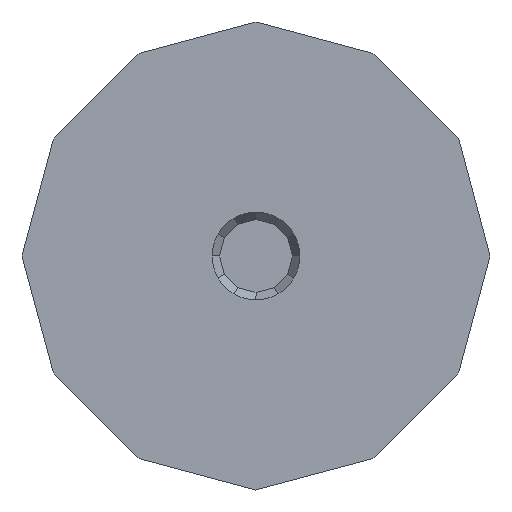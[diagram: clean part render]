
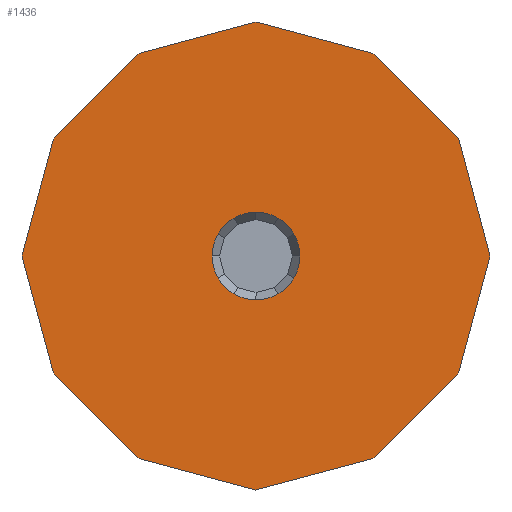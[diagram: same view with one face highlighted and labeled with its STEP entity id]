
A CAD part, front view. The second image highlights one B-rep face of the part: STEP entity #1436.
In plain terms, the highlighted planar face has unit normal (0, -1, 0).
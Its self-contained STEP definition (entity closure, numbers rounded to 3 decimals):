
#26 = DIRECTION ( 'NONE',  ( 0.966, 0., 0.259 ) ) ;
#45 = EDGE_CURVE ( 'NONE', #1784, #324, #729, .T. ) ;
#92 = CIRCLE ( 'NONE', #1388, 2.25 ) ;
#117 = VECTOR ( 'NONE', #26, 1000. ) ;
#149 = DIRECTION ( 'NONE',  ( 0.966, 0., -0.259 ) ) ;
#192 = CARTESIAN_POINT ( 'NONE',  ( 0., -3., -12. ) ) ;
#241 = CARTESIAN_POINT ( 'NONE',  ( 6., -3., 10.392 ) ) ;
#287 = CARTESIAN_POINT ( 'NONE',  ( 12., -3., 0. ) ) ;
#324 = VERTEX_POINT ( 'NONE', #287 ) ;
#335 = LINE ( 'NONE', #2581, #2014 ) ;
#338 = CARTESIAN_POINT ( 'NONE',  ( -10.392, -3., 6. ) ) ;
#348 = VECTOR ( 'NONE', #149, 1000. ) ;
#450 = DIRECTION ( 'NONE',  ( -0.966, 0., -0.259 ) ) ;
#517 = DIRECTION ( 'NONE',  ( 0., 0., -1. ) ) ;
#537 = CIRCLE ( 'NONE', #2051, 2.25 ) ;
#557 = ORIENTED_EDGE ( 'NONE', *, *, #743, .T. ) ;
#560 = LINE ( 'NONE', #957, #348 ) ;
#598 = VECTOR ( 'NONE', #1763, 1000. ) ;
#600 = ORIENTED_EDGE ( 'NONE', *, *, #2613, .T. ) ;
#607 = CARTESIAN_POINT ( 'NONE',  ( 6., -3., 10.392 ) ) ;
#677 = ORIENTED_EDGE ( 'NONE', *, *, #1152, .T. ) ;
#690 = LINE ( 'NONE', #1088, #1361 ) ;
#729 = LINE ( 'NONE', #2363, #1456 ) ;
#734 = CARTESIAN_POINT ( 'NONE',  ( 10.392, -3., -6. ) ) ;
#743 = EDGE_CURVE ( 'NONE', #2603, #1858, #335, .T. ) ;
#750 = FACE_OUTER_BOUND ( 'NONE', #921, .T. ) ;
#757 = ORIENTED_EDGE ( 'NONE', *, *, #925, .T. ) ;
#778 = CARTESIAN_POINT ( 'NONE',  ( 0., -3., 0. ) ) ;
#781 = DIRECTION ( 'NONE',  ( -0.966, 0., 0.259 ) ) ;
#866 = VERTEX_POINT ( 'NONE', #1716 ) ;
#873 = DIRECTION ( 'NONE',  ( 0.707, 0., 0.707 ) ) ;
#884 = LINE ( 'NONE', #2131, #1460 ) ;
#921 = EDGE_LOOP ( 'NONE', ( #757, #1495, #2072, #1331, #557, #600, #1346, #2241, #1606, #922, #2602, #677 ) ) ;
#922 = ORIENTED_EDGE ( 'NONE', *, *, #2479, .T. ) ;
#925 = EDGE_CURVE ( 'NONE', #1008, #1304, #884, .T. ) ;
#930 = DIRECTION ( 'NONE',  ( 0., -1., 0. ) ) ;
#931 = CARTESIAN_POINT ( 'NONE',  ( -12., -3., 0. ) ) ;
#945 = VECTOR ( 'NONE', #1545, 1000. ) ;
#946 = PLANE ( 'NONE',  #2448 ) ;
#947 = LINE ( 'NONE', #931, #598 ) ;
#957 = CARTESIAN_POINT ( 'NONE',  ( -6., -3., -10.392 ) ) ;
#1008 = VERTEX_POINT ( 'NONE', #1997 ) ;
#1088 = CARTESIAN_POINT ( 'NONE',  ( 0., -3., 12. ) ) ;
#1116 = DIRECTION ( 'NONE',  ( 0.707, 0., -0.707 ) ) ;
#1120 = CARTESIAN_POINT ( 'NONE',  ( 0., -3., 0. ) ) ;
#1136 = CARTESIAN_POINT ( 'NONE',  ( -6., -3., 10.392 ) ) ;
#1152 = EDGE_CURVE ( 'NONE', #324, #1008, #2036, .T. ) ;
#1182 = DIRECTION ( 'NONE',  ( 0.259, 0., 0.966 ) ) ;
#1205 = CARTESIAN_POINT ( 'NONE',  ( -10.392, -3., -6. ) ) ;
#1262 = CARTESIAN_POINT ( 'NONE',  ( 0., -3., -12. ) ) ;
#1304 = VERTEX_POINT ( 'NONE', #241 ) ;
#1315 = EDGE_CURVE ( 'NONE', #1979, #1429, #690, .T. ) ;
#1331 = ORIENTED_EDGE ( 'NONE', *, *, #2600, .T. ) ;
#1343 = EDGE_CURVE ( 'NONE', #1593, #2171, #537, .T. ) ;
#1346 = ORIENTED_EDGE ( 'NONE', *, *, #1961, .T. ) ;
#1361 = VECTOR ( 'NONE', #450, 1000. ) ;
#1388 = AXIS2_PLACEMENT_3D ( 'NONE', #1120, #1941, #517 ) ;
#1429 = VERTEX_POINT ( 'NONE', #1136 ) ;
#1436 = ADVANCED_FACE ( 'NONE', ( #2203, #750 ), #946, .T. ) ;
#1456 = VECTOR ( 'NONE', #1182, 1000. ) ;
#1460 = VECTOR ( 'NONE', #2161, 1000. ) ;
#1462 = CARTESIAN_POINT ( 'NONE',  ( 0., -3., -2.25 ) ) ;
#1466 = VECTOR ( 'NONE', #873, 1000. ) ;
#1488 = CARTESIAN_POINT ( 'NONE',  ( -6., -3., -10.392 ) ) ;
#1495 = ORIENTED_EDGE ( 'NONE', *, *, #2380, .T. ) ;
#1518 = CARTESIAN_POINT ( 'NONE',  ( 6., -3., -10.392 ) ) ;
#1520 = VERTEX_POINT ( 'NONE', #1205 ) ;
#1524 = DIRECTION ( 'NONE',  ( 0., 0., -1. ) ) ;
#1545 = DIRECTION ( 'NONE',  ( -0.707, 0., -0.707 ) ) ;
#1551 = EDGE_CURVE ( 'NONE', #2546, #866, #1865, .T. ) ;
#1564 = ORIENTED_EDGE ( 'NONE', *, *, #1343, .F. ) ;
#1593 = VERTEX_POINT ( 'NONE', #1462 ) ;
#1606 = ORIENTED_EDGE ( 'NONE', *, *, #1551, .T. ) ;
#1638 = CARTESIAN_POINT ( 'NONE',  ( 12., -3., 0. ) ) ;
#1644 = LINE ( 'NONE', #607, #1877 ) ;
#1716 = CARTESIAN_POINT ( 'NONE',  ( 6., -3., -10.392 ) ) ;
#1743 = EDGE_CURVE ( 'NONE', #2171, #1593, #92, .T. ) ;
#1745 = DIRECTION ( 'NONE',  ( -0.259, 0., -0.966 ) ) ;
#1747 = CARTESIAN_POINT ( 'NONE',  ( -6., -3., 10.392 ) ) ;
#1763 = DIRECTION ( 'NONE',  ( 0.259, 0., -0.966 ) ) ;
#1768 = EDGE_CURVE ( 'NONE', #2210, #2546, #560, .T. ) ;
#1779 = CARTESIAN_POINT ( 'NONE',  ( -10.392, -3., -6. ) ) ;
#1784 = VERTEX_POINT ( 'NONE', #734 ) ;
#1858 = VERTEX_POINT ( 'NONE', #2406 ) ;
#1865 = LINE ( 'NONE', #192, #117 ) ;
#1877 = VECTOR ( 'NONE', #781, 1000. ) ;
#1893 = LINE ( 'NONE', #1518, #1466 ) ;
#1911 = DIRECTION ( 'NONE',  ( 0., -1., 0. ) ) ;
#1926 = CARTESIAN_POINT ( 'NONE',  ( 0., -3., 0. ) ) ;
#1938 = EDGE_LOOP ( 'NONE', ( #1564, #2030 ) ) ;
#1941 = DIRECTION ( 'NONE',  ( 0., -1., 0. ) ) ;
#1961 = EDGE_CURVE ( 'NONE', #1520, #2210, #2206, .T. ) ;
#1965 = VECTOR ( 'NONE', #2489, 1000. ) ;
#1979 = VERTEX_POINT ( 'NONE', #2218 ) ;
#1997 = CARTESIAN_POINT ( 'NONE',  ( 10.392, -3., 6. ) ) ;
#2014 = VECTOR ( 'NONE', #1745, 1000. ) ;
#2030 = ORIENTED_EDGE ( 'NONE', *, *, #1743, .F. ) ;
#2036 = LINE ( 'NONE', #1638, #1965 ) ;
#2051 = AXIS2_PLACEMENT_3D ( 'NONE', #1926, #1911, #1524 ) ;
#2072 = ORIENTED_EDGE ( 'NONE', *, *, #1315, .T. ) ;
#2131 = CARTESIAN_POINT ( 'NONE',  ( 10.392, -3., 6. ) ) ;
#2149 = LINE ( 'NONE', #1747, #945 ) ;
#2161 = DIRECTION ( 'NONE',  ( -0.707, 0., 0.707 ) ) ;
#2171 = VERTEX_POINT ( 'NONE', #2530 ) ;
#2203 = FACE_BOUND ( 'NONE', #1938, .T. ) ;
#2206 = LINE ( 'NONE', #1779, #2512 ) ;
#2210 = VERTEX_POINT ( 'NONE', #1488 ) ;
#2218 = CARTESIAN_POINT ( 'NONE',  ( 0., -3., 12. ) ) ;
#2241 = ORIENTED_EDGE ( 'NONE', *, *, #1768, .T. ) ;
#2363 = CARTESIAN_POINT ( 'NONE',  ( 10.392, -3., -6. ) ) ;
#2380 = EDGE_CURVE ( 'NONE', #1304, #1979, #1644, .T. ) ;
#2406 = CARTESIAN_POINT ( 'NONE',  ( -12., -3., 0. ) ) ;
#2422 = DIRECTION ( 'NONE',  ( 0., 0., -1. ) ) ;
#2448 = AXIS2_PLACEMENT_3D ( 'NONE', #778, #930, #2422 ) ;
#2479 = EDGE_CURVE ( 'NONE', #866, #1784, #1893, .T. ) ;
#2489 = DIRECTION ( 'NONE',  ( -0.259, 0., 0.966 ) ) ;
#2512 = VECTOR ( 'NONE', #1116, 1000. ) ;
#2530 = CARTESIAN_POINT ( 'NONE',  ( 0., -3., 2.25 ) ) ;
#2546 = VERTEX_POINT ( 'NONE', #1262 ) ;
#2581 = CARTESIAN_POINT ( 'NONE',  ( -10.392, -3., 6. ) ) ;
#2600 = EDGE_CURVE ( 'NONE', #1429, #2603, #2149, .T. ) ;
#2602 = ORIENTED_EDGE ( 'NONE', *, *, #45, .T. ) ;
#2603 = VERTEX_POINT ( 'NONE', #338 ) ;
#2613 = EDGE_CURVE ( 'NONE', #1858, #1520, #947, .T. ) ;
